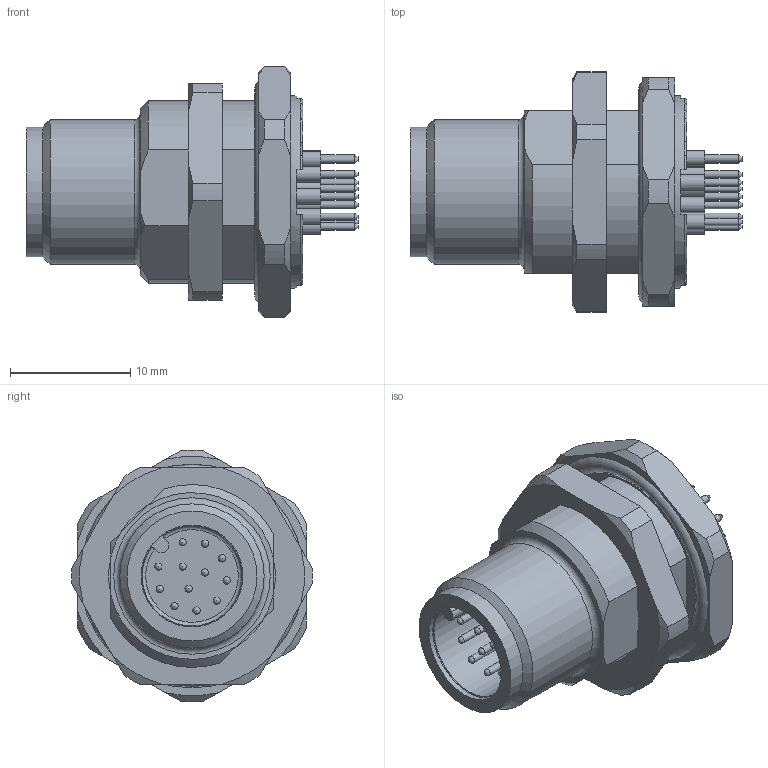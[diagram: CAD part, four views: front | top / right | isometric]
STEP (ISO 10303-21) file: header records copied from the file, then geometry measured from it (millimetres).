
FILE_DESCRIPTION(/* description */ (''),/* implementation_level */ '2;1');
FILE_NAME(/* name */ 'AL-FHM12SUA12-P_PG9.stp',/* time_stamp */ '2019-01-11T08:26:12+01:00',/* author */ (''),/* organization */ (''),/* preprocessor_version */ 'ST-DEVELOPER v16',/* originating_system */ 'SIEMENS PLM Software NX 10.0',/* authorisation */ '');
FILE_SCHEMA (('AUTOMOTIVE_DESIGN { 1 0 10303 214 3 1 1 1 }'));
Length unit declared in the file: millimetre
Products named in the file (1): v.sh12C8C3725mzl
Bounding box: 27.6 x 19.99 x 20.89 mm (x, y, z)
Volume: 3539.1 mm3; surface area: 2856.7 mm2
Topology: 2 solids, 2 shells, 193 faces, 505 edges, 339 vertices
Faces by surface type: cylinder 67, plane 65, cone 37, torus 12, sphere 12
Full cylindrical faces by diameter (mm): 0.6 x24, 1.3 x12, 8.4 x1, 10.8 x1, 12 x1, 15.6 x1, 16 x1
Entity records: 5562 total; most frequent: CARTESIAN_POINT 1304, DIRECTION 898, ORIENTED_EDGE 766, EDGE_CURVE 383, AXIS2_PLACEMENT_3D 383, EDGE_LOOP 295, VERTEX_POINT 289, ADVANCED_FACE 193
